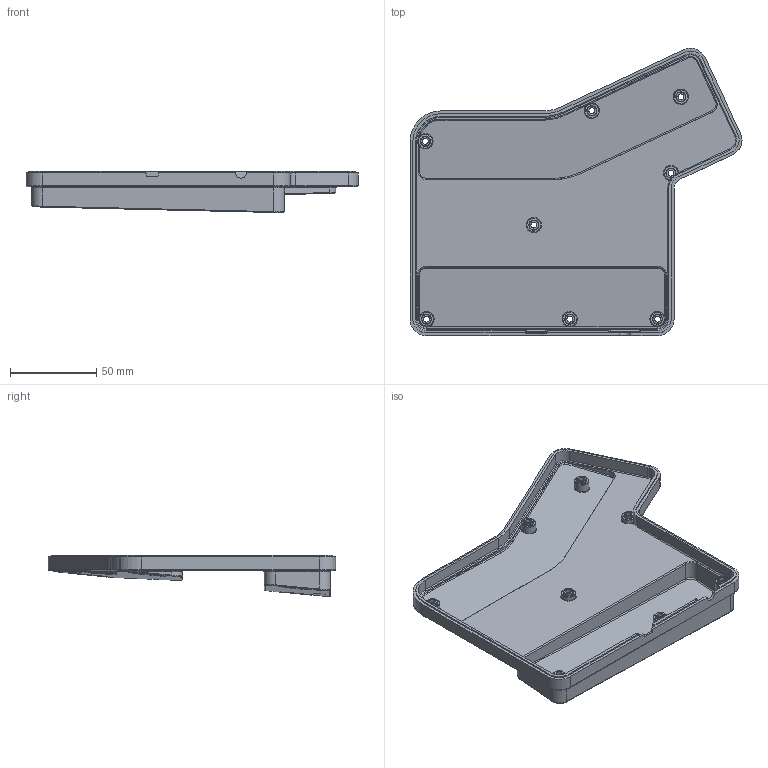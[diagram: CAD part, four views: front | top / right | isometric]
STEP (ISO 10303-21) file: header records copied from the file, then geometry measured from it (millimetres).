
FILE_DESCRIPTION (( 'STEP AP203' ), '1' );
FILE_NAME ('Single_BottomRightCase.STEP', '2012-07-22T22:04:09', ( 'Dox' ), ( 'Microsoft' ), 'SwSTEP 2.0', 'SolidWorks 2011', '' );
FILE_SCHEMA (( 'CONFIG_CONTROL_DESIGN' ));
Length unit declared in the file: inch
Products named in the file (2): Single_BottomRightCase; BottomCase
Assembly tree (1 placements, depth 2):
  Single_BottomRightCase
    BottomCase
Bounding box: 192.12 x 166.29 x 23.74 mm (x, y, z)
Volume: 59385.7 mm3; surface area: 68803 mm2
Topology: 1 solids, 1 shells, 501 faces, 1197 edges, 719 vertices
Faces by surface type: cylinder 198, bspline 106, torus 101, plane 96
Entity records: 17826 total; most frequent: CARTESIAN_POINT 6581, ORIENTED_EDGE 2386, DIRECTION 2349, EDGE_CURVE 1193, AXIS2_PLACEMENT_3D 983, VERTEX_POINT 719, CIRCLE 584, EDGE_LOOP 542
